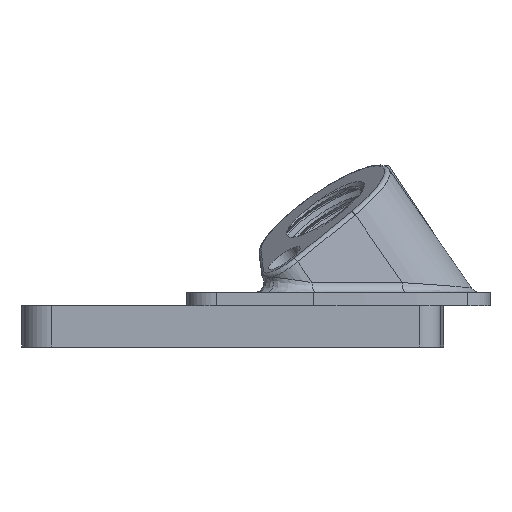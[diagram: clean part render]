
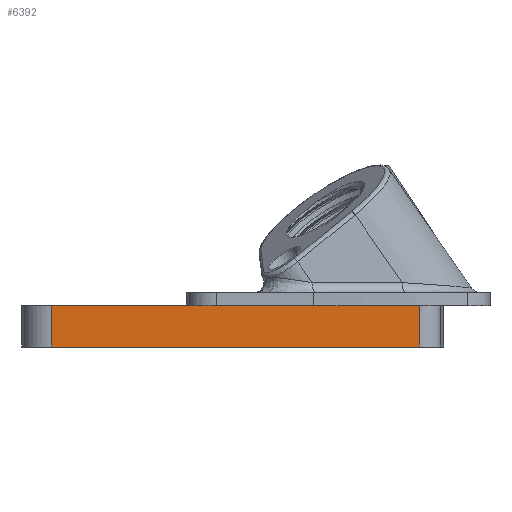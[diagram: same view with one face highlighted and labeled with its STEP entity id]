
A CAD part, left-side view. The second image highlights one B-rep face of the part: STEP entity #6392.
In plain terms, the highlighted planar face has unit normal (-1, 0, 0).
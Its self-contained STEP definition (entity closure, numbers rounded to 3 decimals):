
#2573 = PLANE('',#2574);
#2574 = AXIS2_PLACEMENT_3D('',#2575,#2576,#2577);
#2575 = CARTESIAN_POINT('',(0.,0.,-1.6));
#2576 = DIRECTION('',(0.,0.,1.));
#2577 = DIRECTION('',(1.,0.,0.));
#3036 = VERTEX_POINT('',#3037);
#3037 = CARTESIAN_POINT('',(-72.8,18.4,-1.6));
#3051 = PLANE('',#3052);
#3052 = AXIS2_PLACEMENT_3D('',#3053,#3054,#3055);
#3053 = CARTESIAN_POINT('',(0.,12.8,-1.6));
#3054 = DIRECTION('',(0.,0.,-1.));
#3055 = DIRECTION('',(-1.,0.,0.));
#4843 = EDGE_CURVE('',#3036,#4844,#4846,.T.);
#4844 = VERTEX_POINT('',#4845);
#4845 = CARTESIAN_POINT('',(-72.8,-9.8,-1.6));
#4846 = SURFACE_CURVE('',#4847,(#4851,#4858),.PCURVE_S1.);
#4847 = LINE('',#4848,#4849);
#4848 = CARTESIAN_POINT('',(-72.8,-4.9,-1.6));
#4849 = VECTOR('',#4850,1.);
#4850 = DIRECTION('',(0.,-1.,0.));
#4851 = PCURVE('',#2573,#4852);
#4852 = DEFINITIONAL_REPRESENTATION('',(#4853),#4857);
#4853 = LINE('',#4854,#4855);
#4854 = CARTESIAN_POINT('',(-72.8,-4.9));
#4855 = VECTOR('',#4856,1.);
#4856 = DIRECTION('',(0.,-1.));
#4857 = ( GEOMETRIC_REPRESENTATION_CONTEXT(2) 
PARAMETRIC_REPRESENTATION_CONTEXT() REPRESENTATION_CONTEXT('2D SPACE',''
  ) );
#4858 = PCURVE('',#4859,#4864);
#4859 = PLANE('',#4860);
#4860 = AXIS2_PLACEMENT_3D('',#4861,#4862,#4863);
#4861 = CARTESIAN_POINT('',(-72.8,-9.8,-1.6));
#4862 = DIRECTION('',(-1.,0.,0.));
#4863 = DIRECTION('',(0.,1.,0.));
#4864 = DEFINITIONAL_REPRESENTATION('',(#4865),#4869);
#4865 = LINE('',#4866,#4867);
#4866 = CARTESIAN_POINT('',(4.9,0.));
#4867 = VECTOR('',#4868,1.);
#4868 = DIRECTION('',(-1.,0.));
#4869 = ( GEOMETRIC_REPRESENTATION_CONTEXT(2) 
PARAMETRIC_REPRESENTATION_CONTEXT() REPRESENTATION_CONTEXT('2D SPACE',''
  ) );
#4888 = CYLINDRICAL_SURFACE('',#4889,2.6);
#4889 = AXIS2_PLACEMENT_3D('',#4890,#4891,#4892);
#4890 = CARTESIAN_POINT('',(-70.2,-9.8,-1.6));
#4891 = DIRECTION('',(0.,0.,-1.));
#4892 = DIRECTION('',(0.,-1.,0.));
#5414 = VERTEX_POINT('',#5415);
#5415 = CARTESIAN_POINT('',(-72.8,34.8,-1.6));
#5430 = CYLINDRICAL_SURFACE('',#5431,3.6);
#5431 = AXIS2_PLACEMENT_3D('',#5432,#5433,#5434);
#5432 = CARTESIAN_POINT('',(-69.2,34.8,-1.6));
#5433 = DIRECTION('',(0.,0.,-1.));
#5434 = DIRECTION('',(-1.,0.,0.));
#5442 = EDGE_CURVE('',#3036,#5414,#5443,.T.);
#5443 = SURFACE_CURVE('',#5444,(#5448,#5455),.PCURVE_S1.);
#5444 = LINE('',#5445,#5446);
#5445 = CARTESIAN_POINT('',(-72.8,-9.8,-1.6));
#5446 = VECTOR('',#5447,1.);
#5447 = DIRECTION('',(0.,1.,0.));
#5448 = PCURVE('',#3051,#5449);
#5449 = DEFINITIONAL_REPRESENTATION('',(#5450),#5454);
#5450 = LINE('',#5451,#5452);
#5451 = CARTESIAN_POINT('',(72.8,-22.6));
#5452 = VECTOR('',#5453,1.);
#5453 = DIRECTION('',(0.,1.));
#5454 = ( GEOMETRIC_REPRESENTATION_CONTEXT(2) 
PARAMETRIC_REPRESENTATION_CONTEXT() REPRESENTATION_CONTEXT('2D SPACE',''
  ) );
#5455 = PCURVE('',#4859,#5456);
#5456 = DEFINITIONAL_REPRESENTATION('',(#5457),#5461);
#5457 = LINE('',#5458,#5459);
#5458 = CARTESIAN_POINT('',(0.,0.));
#5459 = VECTOR('',#5460,1.);
#5460 = DIRECTION('',(1.,0.));
#5461 = ( GEOMETRIC_REPRESENTATION_CONTEXT(2) 
PARAMETRIC_REPRESENTATION_CONTEXT() REPRESENTATION_CONTEXT('2D SPACE',''
  ) );
#6392 = ADVANCED_FACE('',(#6393),#4859,.T.);
#6393 = FACE_BOUND('',#6394,.T.);
#6394 = EDGE_LOOP('',(#6395,#6396,#6397,#6420,#6448));
#6395 = ORIENTED_EDGE('',*,*,#4843,.F.);
#6396 = ORIENTED_EDGE('',*,*,#5442,.T.);
#6397 = ORIENTED_EDGE('',*,*,#6398,.T.);
#6398 = EDGE_CURVE('',#5414,#6399,#6401,.T.);
#6399 = VERTEX_POINT('',#6400);
#6400 = CARTESIAN_POINT('',(-72.8,34.8,-6.6));
#6401 = SURFACE_CURVE('',#6402,(#6406,#6413),.PCURVE_S1.);
#6402 = LINE('',#6403,#6404);
#6403 = CARTESIAN_POINT('',(-72.8,34.8,-1.6));
#6404 = VECTOR('',#6405,1.);
#6405 = DIRECTION('',(0.,0.,-1.));
#6406 = PCURVE('',#4859,#6407);
#6407 = DEFINITIONAL_REPRESENTATION('',(#6408),#6412);
#6408 = LINE('',#6409,#6410);
#6409 = CARTESIAN_POINT('',(44.6,0.));
#6410 = VECTOR('',#6411,1.);
#6411 = DIRECTION('',(0.,1.));
#6412 = ( GEOMETRIC_REPRESENTATION_CONTEXT(2) 
PARAMETRIC_REPRESENTATION_CONTEXT() REPRESENTATION_CONTEXT('2D SPACE',''
  ) );
#6413 = PCURVE('',#5430,#6414);
#6414 = DEFINITIONAL_REPRESENTATION('',(#6415),#6419);
#6415 = LINE('',#6416,#6417);
#6416 = CARTESIAN_POINT('',(0.,0.));
#6417 = VECTOR('',#6418,1.);
#6418 = DIRECTION('',(0.,1.));
#6419 = ( GEOMETRIC_REPRESENTATION_CONTEXT(2) 
PARAMETRIC_REPRESENTATION_CONTEXT() REPRESENTATION_CONTEXT('2D SPACE',''
  ) );
#6420 = ORIENTED_EDGE('',*,*,#6421,.F.);
#6421 = EDGE_CURVE('',#6422,#6399,#6424,.T.);
#6422 = VERTEX_POINT('',#6423);
#6423 = CARTESIAN_POINT('',(-72.8,-9.8,-6.6));
#6424 = SURFACE_CURVE('',#6425,(#6429,#6436),.PCURVE_S1.);
#6425 = LINE('',#6426,#6427);
#6426 = CARTESIAN_POINT('',(-72.8,-9.8,-6.6));
#6427 = VECTOR('',#6428,1.);
#6428 = DIRECTION('',(0.,1.,0.));
#6429 = PCURVE('',#4859,#6430);
#6430 = DEFINITIONAL_REPRESENTATION('',(#6431),#6435);
#6431 = LINE('',#6432,#6433);
#6432 = CARTESIAN_POINT('',(0.,5.));
#6433 = VECTOR('',#6434,1.);
#6434 = DIRECTION('',(1.,0.));
#6435 = ( GEOMETRIC_REPRESENTATION_CONTEXT(2) 
PARAMETRIC_REPRESENTATION_CONTEXT() REPRESENTATION_CONTEXT('2D SPACE',''
  ) );
#6436 = PCURVE('',#6437,#6442);
#6437 = PLANE('',#6438);
#6438 = AXIS2_PLACEMENT_3D('',#6439,#6440,#6441);
#6439 = CARTESIAN_POINT('',(0.,12.8,-6.6));
#6440 = DIRECTION('',(0.,0.,-1.));
#6441 = DIRECTION('',(-1.,0.,0.));
#6442 = DEFINITIONAL_REPRESENTATION('',(#6443),#6447);
#6443 = LINE('',#6444,#6445);
#6444 = CARTESIAN_POINT('',(72.8,-22.6));
#6445 = VECTOR('',#6446,1.);
#6446 = DIRECTION('',(0.,1.));
#6447 = ( GEOMETRIC_REPRESENTATION_CONTEXT(2) 
PARAMETRIC_REPRESENTATION_CONTEXT() REPRESENTATION_CONTEXT('2D SPACE',''
  ) );
#6448 = ORIENTED_EDGE('',*,*,#6449,.F.);
#6449 = EDGE_CURVE('',#4844,#6422,#6450,.T.);
#6450 = SURFACE_CURVE('',#6451,(#6455,#6462),.PCURVE_S1.);
#6451 = LINE('',#6452,#6453);
#6452 = CARTESIAN_POINT('',(-72.8,-9.8,-1.6));
#6453 = VECTOR('',#6454,1.);
#6454 = DIRECTION('',(0.,0.,-1.));
#6455 = PCURVE('',#4859,#6456);
#6456 = DEFINITIONAL_REPRESENTATION('',(#6457),#6461);
#6457 = LINE('',#6458,#6459);
#6458 = CARTESIAN_POINT('',(0.,0.));
#6459 = VECTOR('',#6460,1.);
#6460 = DIRECTION('',(0.,1.));
#6461 = ( GEOMETRIC_REPRESENTATION_CONTEXT(2) 
PARAMETRIC_REPRESENTATION_CONTEXT() REPRESENTATION_CONTEXT('2D SPACE',''
  ) );
#6462 = PCURVE('',#4888,#6463);
#6463 = DEFINITIONAL_REPRESENTATION('',(#6464),#6468);
#6464 = LINE('',#6465,#6466);
#6465 = CARTESIAN_POINT('',(1.571,0.));
#6466 = VECTOR('',#6467,1.);
#6467 = DIRECTION('',(0.,1.));
#6468 = ( GEOMETRIC_REPRESENTATION_CONTEXT(2) 
PARAMETRIC_REPRESENTATION_CONTEXT() REPRESENTATION_CONTEXT('2D SPACE',''
  ) );
